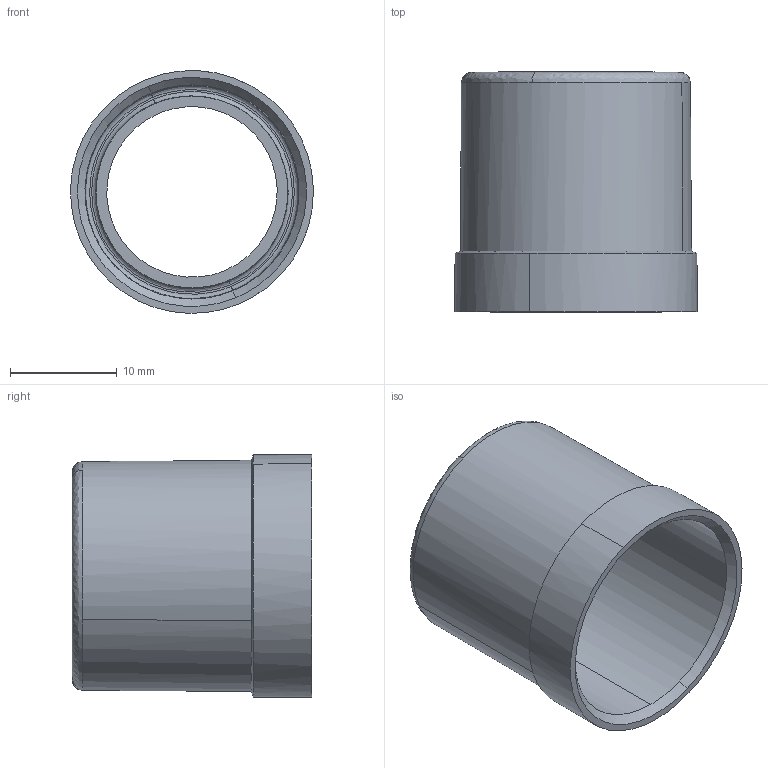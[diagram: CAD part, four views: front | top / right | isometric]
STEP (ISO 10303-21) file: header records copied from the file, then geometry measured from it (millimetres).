
FILE_DESCRIPTION(/* description */ (''),/* implementation_level */ '2;1');
FILE_NAME(/* name */ '2047829',/* time_stamp */ '2014-01-09T15:33:53+01:00',/* author */ (''),/* organization */ (''),/* preprocessor_version */ 'ST-DEVELOPER v15',/* originating_system */ '',/* authorisation */ '');
FILE_SCHEMA (('CONFIG_CONTROL_DESIGN'));
Length unit declared in the file: millimetre
Products named in the file (1): Document
Bounding box: 22.79 x 22.5 x 22.79 mm (x, y, z)
Volume: 1570.2 mm3; surface area: 3353.9 mm2
Topology: 1 solids, 1 shells, 154 faces, 446 edges, 296 vertices
Faces by surface type: plane 127, bspline 27
Entity records: 6934 total; most frequent: CARTESIAN_POINT 3978, ORIENTED_EDGE 892, EDGE_CURVE 446, B_SPLINE_CURVE_WITH_KNOTS 379, VERTEX_POINT 296, EDGE_LOOP 158, ADVANCED_FACE 154, FACE_OUTER_BOUND 154
